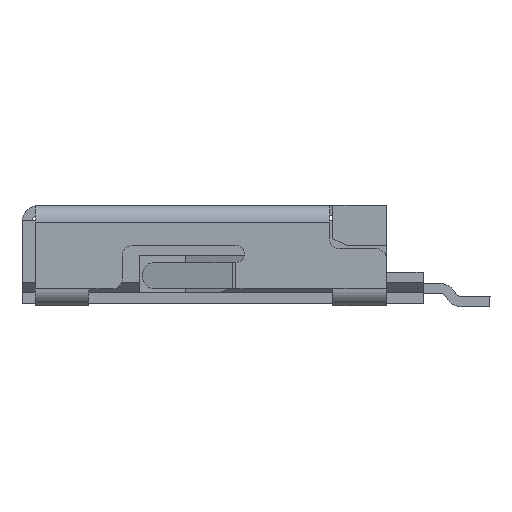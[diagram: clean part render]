
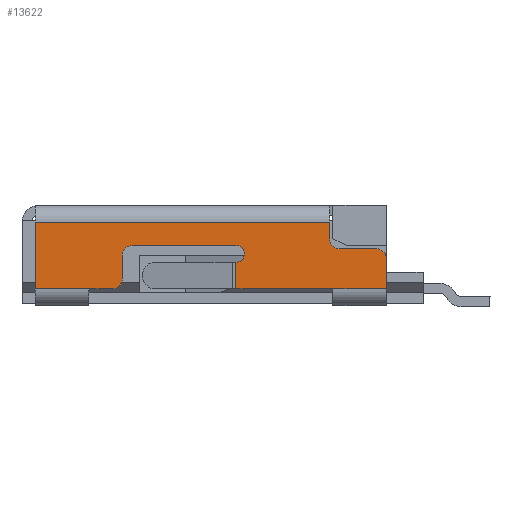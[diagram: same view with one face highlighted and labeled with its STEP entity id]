
A CAD part, left-side view. The second image highlights one B-rep face of the part: STEP entity #13622.
In plain terms, the highlighted planar face has unit normal (-1, 0, 0).
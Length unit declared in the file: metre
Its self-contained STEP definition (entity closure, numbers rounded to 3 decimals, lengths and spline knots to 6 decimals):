
#312=PLANE('',#17709);
#851=CIRCLE('',#17710,0.00015);
#852=CIRCLE('',#17711,0.00015);
#853=CIRCLE('',#17712,0.00015);
#854=CIRCLE('',#17713,0.00015);
#855=CIRCLE('',#17714,0.000125);
#3306=ORIENTED_EDGE('',*,*,#6193,.F.);
#3307=ORIENTED_EDGE('',*,*,#6194,.F.);
#3308=ORIENTED_EDGE('',*,*,#6195,.F.);
#3309=ORIENTED_EDGE('',*,*,#6196,.F.);
#3310=ORIENTED_EDGE('',*,*,#6146,.T.);
#3311=ORIENTED_EDGE('',*,*,#6192,.F.);
#3312=ORIENTED_EDGE('',*,*,#6158,.F.);
#3313=ORIENTED_EDGE('',*,*,#6197,.F.);
#3314=ORIENTED_EDGE('',*,*,#6198,.T.);
#3315=ORIENTED_EDGE('',*,*,#6199,.F.);
#3316=ORIENTED_EDGE('',*,*,#6200,.T.);
#3317=ORIENTED_EDGE('',*,*,#6201,.F.);
#3318=ORIENTED_EDGE('',*,*,#6202,.T.);
#3319=ORIENTED_EDGE('',*,*,#6203,.F.);
#3320=ORIENTED_EDGE('',*,*,#6204,.F.);
#3321=ORIENTED_EDGE('',*,*,#6205,.F.);
#3322=ORIENTED_EDGE('',*,*,#6206,.F.);
#6146=EDGE_CURVE('',#7781,#7780,#9116,.T.);
#6158=EDGE_CURVE('',#7790,#7791,#9124,.T.);
#6192=EDGE_CURVE('',#7791,#7780,#9149,.T.);
#6193=EDGE_CURVE('',#7804,#7805,#9150,.T.);
#6194=EDGE_CURVE('',#7806,#7804,#851,.T.);
#6195=EDGE_CURVE('',#7807,#7806,#9151,.T.);
#6196=EDGE_CURVE('',#7781,#7807,#852,.T.);
#6197=EDGE_CURVE('',#7808,#7790,#9152,.T.);
#6198=EDGE_CURVE('',#7808,#7809,#9153,.T.);
#6199=EDGE_CURVE('',#7810,#7809,#853,.T.);
#6200=EDGE_CURVE('',#7810,#7811,#9154,.T.);
#6201=EDGE_CURVE('',#7812,#7811,#854,.T.);
#6202=EDGE_CURVE('',#7812,#7813,#9155,.T.);
#6203=EDGE_CURVE('',#7814,#7813,#855,.T.);
#6204=EDGE_CURVE('',#7815,#7814,#9156,.T.);
#6205=EDGE_CURVE('',#7816,#7815,#9157,.T.);
#6206=EDGE_CURVE('',#7805,#7816,#9158,.T.);
#7780=VERTEX_POINT('',#24552);
#7781=VERTEX_POINT('',#24554);
#7790=VERTEX_POINT('',#24576);
#7791=VERTEX_POINT('',#24578);
#7804=VERTEX_POINT('',#24649);
#7805=VERTEX_POINT('',#24650);
#7806=VERTEX_POINT('',#24652);
#7807=VERTEX_POINT('',#24654);
#7808=VERTEX_POINT('',#24657);
#7809=VERTEX_POINT('',#24659);
#7810=VERTEX_POINT('',#24661);
#7811=VERTEX_POINT('',#24663);
#7812=VERTEX_POINT('',#24665);
#7813=VERTEX_POINT('',#24667);
#7814=VERTEX_POINT('',#24669);
#7815=VERTEX_POINT('',#24671);
#7816=VERTEX_POINT('',#24673);
#9116=LINE('',#24553,#10444);
#9124=LINE('',#24577,#10452);
#9149=LINE('',#24646,#10477);
#9150=LINE('',#24648,#10478);
#9151=LINE('',#24653,#10479);
#9152=LINE('',#24656,#10480);
#9153=LINE('',#24658,#10481);
#9154=LINE('',#24662,#10482);
#9155=LINE('',#24666,#10483);
#9156=LINE('',#24670,#10484);
#9157=LINE('',#24672,#10485);
#9158=LINE('',#24674,#10486);
#10444=VECTOR('',#20438,1.);
#10452=VECTOR('',#20458,1.);
#10477=VECTOR('',#20545,1.);
#10478=VECTOR('',#20548,1.);
#10479=VECTOR('',#20551,1.);
#10480=VECTOR('',#20554,1.);
#10481=VECTOR('',#20555,1.);
#10482=VECTOR('',#20558,1.);
#10483=VECTOR('',#20561,1.);
#10484=VECTOR('',#20564,1.);
#10485=VECTOR('',#20565,1.);
#10486=VECTOR('',#20566,1.);
#11420=EDGE_LOOP('',(#3306,#3307,#3308,#3309,#3310,#3311,#3312,#3313,#3314,
#3315,#3316,#3317,#3318,#3319,#3320,#3321,#3322));
#12141=FACE_BOUND('',#11420,.T.);
#13622=ADVANCED_FACE('',(#12141),#312,.F.);
#17709=AXIS2_PLACEMENT_3D('',#24647,#20546,#20547);
#17710=AXIS2_PLACEMENT_3D('',#24651,#20549,#20550);
#17711=AXIS2_PLACEMENT_3D('',#24655,#20552,#20553);
#17712=AXIS2_PLACEMENT_3D('',#24660,#20556,#20557);
#17713=AXIS2_PLACEMENT_3D('',#24664,#20559,#20560);
#17714=AXIS2_PLACEMENT_3D('',#24668,#20562,#20563);
#20438=DIRECTION('',(0.,0.,1.));
#20458=DIRECTION('',(0.,0.,1.));
#20545=DIRECTION('',(0.,-1.,0.));
#20546=DIRECTION('',(1.,0.,0.));
#20547=DIRECTION('',(0.,1.,0.));
#20548=DIRECTION('',(0.,0.,-1.));
#20549=DIRECTION('',(1.,0.,0.));
#20550=DIRECTION('',(0.,0.,1.));
#20551=DIRECTION('',(0.,-1.,0.));
#20552=DIRECTION('',(-1.,0.,0.));
#20553=DIRECTION('',(0.,1.,0.));
#20554=DIRECTION('',(0.,1.,0.));
#20555=DIRECTION('',(0.,-1.,0.));
#20556=DIRECTION('',(1.,0.,0.));
#20557=DIRECTION('',(0.,-1.,0.));
#20558=DIRECTION('',(0.,0.,1.));
#20559=DIRECTION('',(-1.,0.,0.));
#20560=DIRECTION('',(0.,0.,1.));
#20561=DIRECTION('',(0.,-1.,0.));
#20562=DIRECTION('',(-1.,0.,0.));
#20563=DIRECTION('',(0.,0.,-1.));
#20564=DIRECTION('',(0.,0.,1.));
#20565=DIRECTION('',(0.,1.,0.));
#20566=DIRECTION('',(0.,1.,0.));
#24552=CARTESIAN_POINT('',(-0.005625,-0.001195,0.001264));
#24553=CARTESIAN_POINT('',(-0.005625,-0.001195,0.001014));
#24554=CARTESIAN_POINT('',(-0.005625,-0.001195,0.001014));
#24576=CARTESIAN_POINT('',(-0.005625,0.003205,0.000264));
#24577=CARTESIAN_POINT('',(-0.005625,0.003205,0.001389));
#24578=CARTESIAN_POINT('',(-0.005625,0.003205,0.001264));
#24646=CARTESIAN_POINT('',(-0.005625,0.003205,0.001264));
#24647=CARTESIAN_POINT('',(-0.005625,0.00058,0.000764));
#24648=CARTESIAN_POINT('',(-0.005625,-0.002045,0.001474));
#24649=CARTESIAN_POINT('',(-0.005625,-0.002045,0.000714));
#24650=CARTESIAN_POINT('',(-0.005625,-0.002045,0.000264));
#24651=CARTESIAN_POINT('',(-0.005625,-0.001895,0.000714));
#24652=CARTESIAN_POINT('',(-0.005625,-0.001895,0.000864));
#24653=CARTESIAN_POINT('',(-0.005625,-0.001345,0.000864));
#24654=CARTESIAN_POINT('',(-0.005625,-0.001345,0.000864));
#24655=CARTESIAN_POINT('',(-0.005625,-0.001345,0.001014));
#24656=CARTESIAN_POINT('',(-0.005625,-0.002045,0.000264));
#24657=CARTESIAN_POINT('',(-0.005625,0.002405,0.000264));
#24658=CARTESIAN_POINT('',(-0.005625,0.002405,0.000264));
#24659=CARTESIAN_POINT('',(-0.005625,0.002055,0.000264));
#24660=CARTESIAN_POINT('',(-0.005625,0.002055,0.000414));
#24661=CARTESIAN_POINT('',(-0.005625,0.001905,0.000414));
#24662=CARTESIAN_POINT('',(-0.005625,0.001905,0.000414));
#24663=CARTESIAN_POINT('',(-0.005625,0.001905,0.000764));
#24664=CARTESIAN_POINT('',(-0.005625,0.001755,0.000764));
#24665=CARTESIAN_POINT('',(-0.005625,0.001755,0.000914));
#24666=CARTESIAN_POINT('',(-0.005625,0.001755,0.000914));
#24667=CARTESIAN_POINT('',(-0.005625,0.000205,0.000914));
#24668=CARTESIAN_POINT('',(-0.005625,0.000205,0.000789));
#24669=CARTESIAN_POINT('',(-0.005625,0.000205,0.000664));
#24670=CARTESIAN_POINT('',(-0.005625,0.000205,0.000264));
#24671=CARTESIAN_POINT('',(-0.005625,0.000205,0.000264));
#24672=CARTESIAN_POINT('',(-0.005625,0.00223,0.000264));
#24673=CARTESIAN_POINT('',(-0.005625,-0.001245,0.000264));
#24674=CARTESIAN_POINT('',(-0.005625,-0.002045,0.000264));
